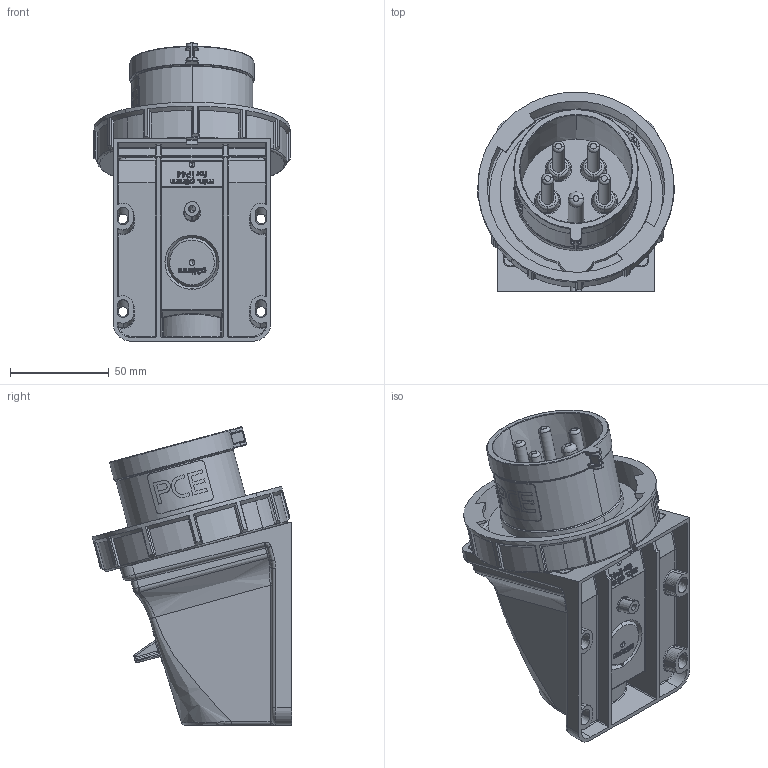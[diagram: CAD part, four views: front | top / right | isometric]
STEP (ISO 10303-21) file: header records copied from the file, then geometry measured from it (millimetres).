
FILE_DESCRIPTION (( 'STEP AP203' ), '1' );
FILE_NAME ('5252-6k.STEP', '2017-11-23T13:04:17', ( '' ), ( '' ), 'SwSTEP 2.0', 'SolidWorks 2016', '' );
FILE_SCHEMA (( 'CONFIG_CONTROL_DESIGN' ));
Products named in the file (1): 5252-6k
Bounding box: 99.49 x 101.18 x 151.33 mm (x, y, z)
Volume: 435403.6 mm3; surface area: 91184.1 mm2
Topology: 1 solids, 1 shells, 1373 faces, 3550 edges, 2200 vertices
Faces by surface type: plane 516, bspline 385, cylinder 245, torus 95, sphere 70, cone 62
Entity records: 95119 total; most frequent: CARTESIAN_POINT 65443, ORIENTED_EDGE 6968, DIRECTION 5022, EDGE_CURVE 3484, VERTEX_POINT 2186, AXIS2_PLACEMENT_3D 1852, EDGE_LOOP 1462, FACE_OUTER_BOUND 1373
